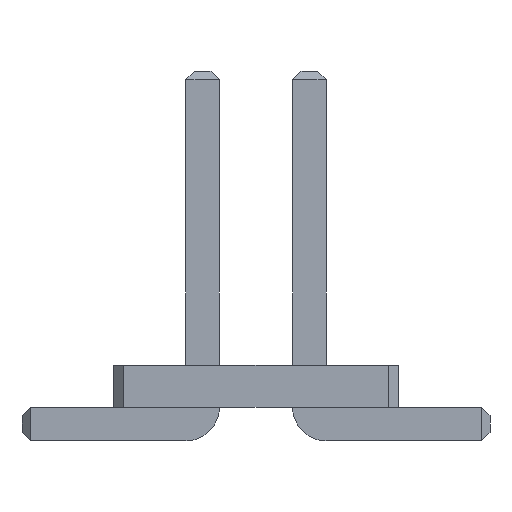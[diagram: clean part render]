
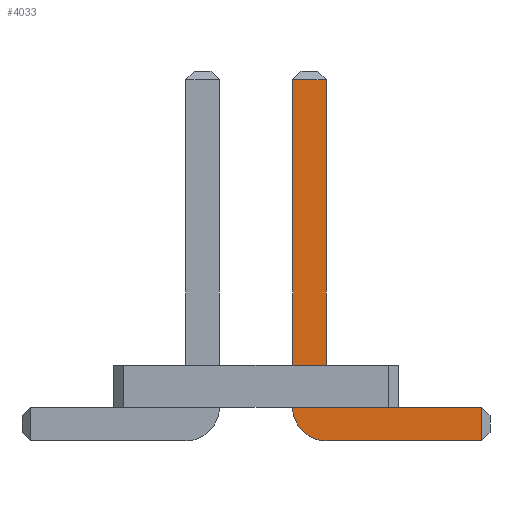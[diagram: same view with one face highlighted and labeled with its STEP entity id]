
A CAD part, front view. The second image highlights one B-rep face of the part: STEP entity #4033.
In plain terms, the highlighted planar face has unit normal (0, -1, 0).
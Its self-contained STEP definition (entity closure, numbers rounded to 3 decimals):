
#13=DIRECTION('',(0.,0.,1.));
#67=DIRECTION('',(1.,0.,0.));
#1808=VECTOR('',#67,1.);
#1819=DIRECTION('',(0.,1.,0.));
#1861=DIRECTION('',(-1.,0.,0.));
#3599=VECTOR('',#1861,1.);
#3840=DIRECTION('',(-0.,1.,0.));
#3841=DIRECTION('',(0.,0.,-1.));
#3848=VECTOR('',#3849,1.);
#3849=DIRECTION('',(0.,0.,1.));
#3860=VECTOR('',#3841,1.);
#3878=VERTEX_POINT('',#3879);
#3879=CARTESIAN_POINT('',(2.685,-19.25,0.));
#3882=ORIENTED_EDGE('',*,*,#3883,.T.);
#3883=EDGE_CURVE('',#3878,#3884,#3886,.T.);
#3884=VERTEX_POINT('',#3885);
#3885=CARTESIAN_POINT('',(0.835,-19.25,0.));
#3886=LINE('',#3887,#3599);
#3887=CARTESIAN_POINT('',(2.785,-19.25,0.));
#3927=VERTEX_POINT('',#3928);
#3928=CARTESIAN_POINT('',(0.435,-19.25,0.4));
#3931=EDGE_CURVE('',#3884,#3927,#3932,.T.);
#3932=CIRCLE('',#3933,0.4);
#3933=AXIS2_PLACEMENT_3D('',#3934,#3840,#3841);
#3934=CARTESIAN_POINT('',(0.835,-19.25,0.4));
#3943=VERTEX_POINT('',#3934);
#3945=ORIENTED_EDGE('',*,*,#3946,.T.);
#3946=EDGE_CURVE('',#3943,#3947,#3949,.T.);
#3947=VERTEX_POINT('',#3948);
#3948=CARTESIAN_POINT('',(2.685,-19.25,0.4));
#3949=LINE('',#3934,#1808);
#3959=ORIENTED_EDGE('',*,*,#3960,.T.);
#3960=EDGE_CURVE('',#3927,#3961,#3963,.T.);
#3961=VERTEX_POINT('',#3962);
#3962=CARTESIAN_POINT('',(0.435,-19.25,4.3));
#3963=LINE('',#3964,#3848);
#3964=CARTESIAN_POINT('',(0.435,-19.25,0.));
#3977=VERTEX_POINT('',#3978);
#3978=CARTESIAN_POINT('',(0.835,-19.25,4.3));
#3980=ORIENTED_EDGE('',*,*,#3981,.T.);
#3981=EDGE_CURVE('',#3977,#3943,#3982,.T.);
#3982=LINE('',#3983,#3860);
#3983=CARTESIAN_POINT('',(0.835,-19.25,4.4));
#4033=ADVANCED_FACE('',(#4034),#4043,.F.);
#4034=FACE_BOUND('',#4035,.F.);
#4035=EDGE_LOOP('',(#3882,#4036,#3959,#4037,#3980,#3945,#4040));
#4036=ORIENTED_EDGE('',*,*,#3931,.T.);
#4037=ORIENTED_EDGE('',*,*,#4038,.T.);
#4038=EDGE_CURVE('',#3961,#3977,#4039,.T.);
#4039=LINE('',#3962,#1808);
#4040=ORIENTED_EDGE('',*,*,#4041,.T.);
#4041=EDGE_CURVE('',#3947,#3878,#4042,.T.);
#4042=LINE('',#3948,#3860);
#4043=PLANE('',#4044);
#4044=AXIS2_PLACEMENT_3D('',#4045,#1819,#13);
#4045=CARTESIAN_POINT('',(1.032,-19.25,1.622));
